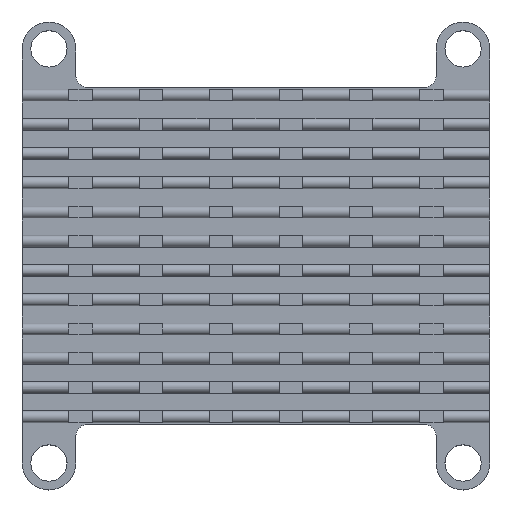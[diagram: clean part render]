
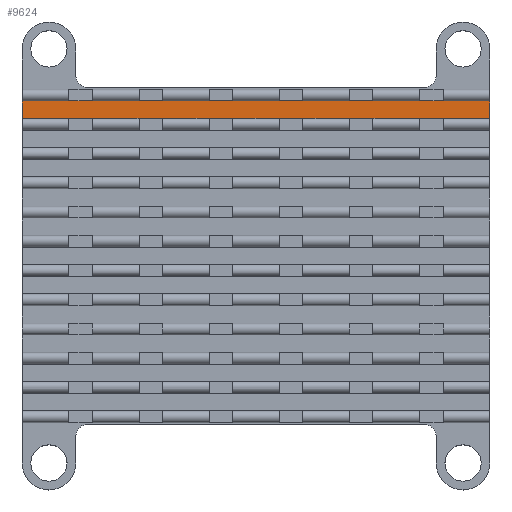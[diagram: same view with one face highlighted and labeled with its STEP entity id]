
A CAD part, top view. The second image highlights one B-rep face of the part: STEP entity #9624.
In plain terms, the highlighted planar face has unit normal (0, 0, 1).
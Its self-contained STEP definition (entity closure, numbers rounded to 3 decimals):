
#960=ORIENTED_EDGE('',*,*,#2772,.T.);
#961=ORIENTED_EDGE('',*,*,#3012,.T.);
#962=ORIENTED_EDGE('',*,*,#2726,.F.);
#963=ORIENTED_EDGE('',*,*,#3013,.T.);
#2726=EDGE_CURVE('',#3774,#3775,#4490,.T.);
#2772=EDGE_CURVE('',#3821,#3820,#4536,.T.);
#3012=EDGE_CURVE('',#3820,#3775,#4640,.T.);
#3013=EDGE_CURVE('',#3774,#3821,#4641,.T.);
#3774=VERTEX_POINT('',#13006);
#3775=VERTEX_POINT('',#13008);
#3820=VERTEX_POINT('',#13099);
#3821=VERTEX_POINT('',#13101);
#4490=LINE('',#13007,#5362);
#4536=LINE('',#13100,#5408);
#4640=LINE('',#13585,#5512);
#4641=LINE('',#13586,#5513);
#5362=VECTOR('',#10799,1000.);
#5408=VECTOR('',#10847,1000.);
#5512=VECTOR('',#11363,1000.);
#5513=VECTOR('',#11364,1000.);
#6066=EDGE_LOOP('',(#960,#961,#962,#963));
#6444=FACE_BOUND('',#6066,.T.);
#6744=PLANE('',#10147);
#9624=ADVANCED_FACE('',(#6444),#6744,.T.);
#10147=AXIS2_PLACEMENT_3D('',#13584,#11361,#11362);
#10799=DIRECTION('',(-1.,0.,0.));
#10847=DIRECTION('',(-1.,0.,0.));
#11361=DIRECTION('',(0.,0.,1.));
#11362=DIRECTION('',(1.,0.,0.));
#11363=DIRECTION('',(0.,-1.,0.));
#11364=DIRECTION('',(0.,1.,0.));
#13006=CARTESIAN_POINT('',(20.,11.75,1.9));
#13007=CARTESIAN_POINT('',(20.,11.75,1.9));
#13008=CARTESIAN_POINT('',(-20.,11.75,1.9));
#13099=CARTESIAN_POINT('',(-20.,13.25,1.9));
#13100=CARTESIAN_POINT('',(20.,13.25,1.9));
#13101=CARTESIAN_POINT('',(20.,13.25,1.9));
#13584=CARTESIAN_POINT('',(-20.,-20.,1.9));
#13585=CARTESIAN_POINT('',(-20.,20.,1.9));
#13586=CARTESIAN_POINT('',(20.,-20.,1.9));
